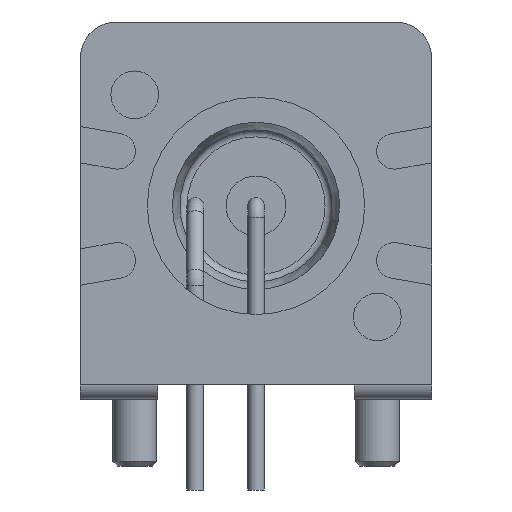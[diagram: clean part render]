
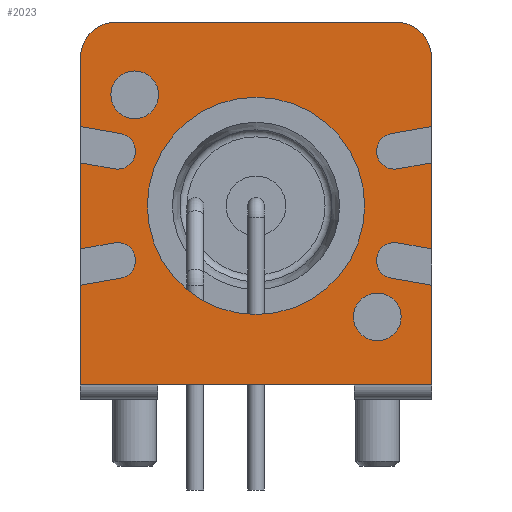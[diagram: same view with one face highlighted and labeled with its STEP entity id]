
A CAD part, left-side view. The second image highlights one B-rep face of the part: STEP entity #2023.
In plain terms, the highlighted planar face has unit normal (-1, 0, 0).
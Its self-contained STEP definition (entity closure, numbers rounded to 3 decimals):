
#118=FACE_BOUND($,#600,.T.);
#119=FACE_BOUND($,#601,.T.);
#120=FACE_BOUND($,#602,.T.);
#212=CIRCLE($,#2293,4.55);
#214=CIRCLE($,#2297,1.);
#216=CIRCLE($,#2301,1.);
#219=CIRCLE($,#2308,1.5);
#221=CIRCLE($,#2312,1.5);
#406=FACE_OUTER_BOUND($,#599,.T.);
#599=EDGE_LOOP($,(#1570,#1571,#1572,#1573,#1574,#1575));
#600=EDGE_LOOP($,(#1576));
#601=EDGE_LOOP($,(#1577));
#602=EDGE_LOOP($,(#1578));
#761=LINE($,#3384,#859);
#765=LINE($,#3391,#863);
#769=LINE($,#3403,#867);
#772=LINE($,#3412,#870);
#859=VECTOR($,#2770,14.7);
#863=VECTOR($,#2776,13.7);
#867=VECTOR($,#2788,11.7);
#870=VECTOR($,#2799,13.7);
#972=VERTEX_POINT($,#3360);
#974=VERTEX_POINT($,#3366);
#976=VERTEX_POINT($,#3372);
#980=VERTEX_POINT($,#3381);
#981=VERTEX_POINT($,#3383);
#983=VERTEX_POINT($,#3389);
#985=VERTEX_POINT($,#3395);
#987=VERTEX_POINT($,#3401);
#989=VERTEX_POINT($,#3407);
#1181=EDGE_CURVE($,#972,#972,#212,.T.);
#1183=EDGE_CURVE($,#974,#974,#214,.T.);
#1185=EDGE_CURVE($,#976,#976,#216,.T.);
#1189=EDGE_CURVE($,#981,#980,#761,.T.);
#1193=EDGE_CURVE($,#980,#983,#765,.T.);
#1196=EDGE_CURVE($,#983,#985,#219,.T.);
#1199=EDGE_CURVE($,#985,#987,#769,.T.);
#1202=EDGE_CURVE($,#987,#989,#221,.T.);
#1204=EDGE_CURVE($,#989,#981,#772,.T.);
#1570=ORIENTED_EDGE($,*,*,#1204,.T.);
#1571=ORIENTED_EDGE($,*,*,#1189,.T.);
#1572=ORIENTED_EDGE($,*,*,#1193,.T.);
#1573=ORIENTED_EDGE($,*,*,#1196,.T.);
#1574=ORIENTED_EDGE($,*,*,#1199,.T.);
#1575=ORIENTED_EDGE($,*,*,#1202,.T.);
#1576=ORIENTED_EDGE($,*,*,#1181,.T.);
#1577=ORIENTED_EDGE($,*,*,#1183,.T.);
#1578=ORIENTED_EDGE($,*,*,#1185,.T.);
#1898=PLANE($,#2315);
#2023=ADVANCED_FACE($,(#406,#118,#119,#120),#1898,.F.);
#2293=AXIS2_PLACEMENT_3D($,#3361,#2744,#2745);
#2297=AXIS2_PLACEMENT_3D($,#3367,#2752,#2753);
#2301=AXIS2_PLACEMENT_3D($,#3373,#2760,#2761);
#2308=AXIS2_PLACEMENT_3D($,#3397,#2782,#2783);
#2312=AXIS2_PLACEMENT_3D($,#3409,#2794,#2795);
#2315=AXIS2_PLACEMENT_3D($,#3414,#2802,#2803);
#2744=DIRECTION('center_axis',(1.,0.,0.));
#2745=DIRECTION('ref_axis',(0.,0.,-1.));
#2752=DIRECTION('center_axis',(1.,0.,0.));
#2753=DIRECTION('ref_axis',(0.,0.,-1.));
#2760=DIRECTION('center_axis',(1.,0.,0.));
#2761=DIRECTION('ref_axis',(0.,0.,-1.));
#2770=DIRECTION($,(0.,-1.,0.));
#2776=DIRECTION($,(0.,0.,1.));
#2782=DIRECTION('center_axis',(-1.,0.,0.));
#2783=DIRECTION('ref_axis',(0.,-0.707,0.707));
#2788=DIRECTION($,(0.,1.,0.));
#2794=DIRECTION('center_axis',(-1.,0.,0.));
#2795=DIRECTION('ref_axis',(0.,0.707,0.707));
#2799=DIRECTION($,(0.,0.,-1.));
#2802=DIRECTION('center_axis',(1.,0.,0.));
#2803=DIRECTION('ref_axis',(0.,0.,-1.));
#3360=CARTESIAN_POINT('',(-6.9,0.,3.55));
#3361=CARTESIAN_POINT('Origin',(-6.9,0.,8.1));
#3366=CARTESIAN_POINT('',(-6.9,-5.08,2.45));
#3367=CARTESIAN_POINT('Origin',(-6.9,-5.08,3.45));
#3372=CARTESIAN_POINT('',(-6.9,5.08,11.75));
#3373=CARTESIAN_POINT('Origin',(-6.9,5.08,12.75));
#3381=CARTESIAN_POINT('',(-6.9,-7.35,0.6));
#3383=CARTESIAN_POINT('',(-6.9,7.35,0.6));
#3384=CARTESIAN_POINT($,(-6.9,7.35,0.6));
#3389=CARTESIAN_POINT('',(-6.9,-7.35,14.3));
#3391=CARTESIAN_POINT($,(-6.9,-7.35,1.85));
#3395=CARTESIAN_POINT('',(-6.9,-5.85,15.8));
#3397=CARTESIAN_POINT('Origin',(-6.9,-5.85,14.3));
#3401=CARTESIAN_POINT('',(-6.9,5.85,15.8));
#3403=CARTESIAN_POINT($,(-6.9,-5.85,15.8));
#3407=CARTESIAN_POINT('',(-6.9,7.35,14.3));
#3409=CARTESIAN_POINT('Origin',(-6.9,5.85,14.3));
#3412=CARTESIAN_POINT($,(-6.9,7.35,12.91));
#3414=CARTESIAN_POINT('Origin',(-6.9,0.,7.97));
